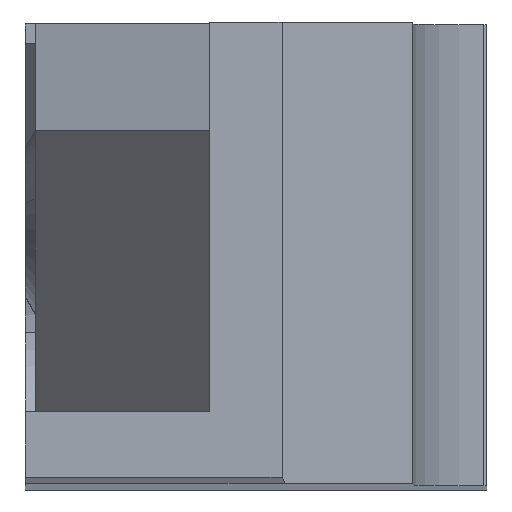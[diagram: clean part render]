
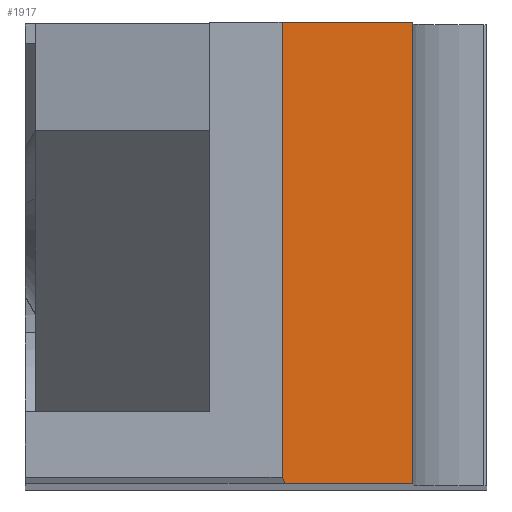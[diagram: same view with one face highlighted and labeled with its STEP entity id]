
A CAD part, top view. The second image highlights one B-rep face of the part: STEP entity #1917.
In plain terms, the highlighted planar face has unit normal (0.743, 0, 0.669).
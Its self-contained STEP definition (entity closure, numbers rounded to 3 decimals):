
#6 = CARTESIAN_POINT ( 'NONE',  ( 14.89, 0., -0.072 ) ) ;
#194 = VECTOR ( 'NONE', #1790, 1000. ) ;
#202 = CARTESIAN_POINT ( 'NONE',  ( 56.498, 0., -46.282 ) ) ;
#205 = DIRECTION ( 'NONE',  ( 0.669, 0., -0.743 ) ) ;
#356 = EDGE_LOOP ( 'NONE', ( #1742, #1758, #1772, #1393, #1785 ) ) ;
#367 = LINE ( 'NONE', #1845, #1719 ) ;
#398 = VERTEX_POINT ( 'NONE', #2496 ) ;
#718 = VECTOR ( 'NONE', #1958, 1000. ) ;
#945 = LINE ( 'NONE', #1812, #194 ) ;
#1151 = AXIS2_PLACEMENT_3D ( 'NONE', #2174, #2156, #2153 ) ;
#1322 = EDGE_CURVE ( 'NONE', #1396, #1746, #2393, .T. ) ;
#1327 = CARTESIAN_POINT ( 'NONE',  ( 17.525, 0., -2.999 ) ) ;
#1336 = DIRECTION ( 'NONE',  ( 0., 1., 0. ) ) ;
#1393 = ORIENTED_EDGE ( 'NONE', *, *, #2192, .F. ) ;
#1396 = VERTEX_POINT ( 'NONE', #6 ) ;
#1575 = VECTOR ( 'NONE', #205, 1000. ) ;
#1719 = VECTOR ( 'NONE', #1841, 1000. ) ;
#1742 = ORIENTED_EDGE ( 'NONE', *, *, #2382, .T. ) ;
#1746 = VERTEX_POINT ( 'NONE', #2317 ) ;
#1758 = ORIENTED_EDGE ( 'NONE', *, *, #2133, .T. ) ;
#1764 = VERTEX_POINT ( 'NONE', #2289 ) ;
#1772 = ORIENTED_EDGE ( 'NONE', *, *, #2160, .T. ) ;
#1785 = ORIENTED_EDGE ( 'NONE', *, *, #1322, .T. ) ;
#1790 = DIRECTION ( 'NONE',  ( -0.411, 0.79, 0.456 ) ) ;
#1812 = CARTESIAN_POINT ( 'NONE',  ( -3.958, 36.257, 20.861 ) ) ;
#1841 = DIRECTION ( 'NONE',  ( 0., -1., 0. ) ) ;
#1843 = LINE ( 'NONE', #1327, #2360 ) ;
#1845 = CARTESIAN_POINT ( 'NONE',  ( 14.825, 110.933, 0. ) ) ;
#1917 = ADVANCED_FACE ( 'NONE', ( #1940 ), #2171, .T. ) ;
#1919 = CARTESIAN_POINT ( 'NONE',  ( 17.525, 9.525, -2.999 ) ) ;
#1940 = FACE_OUTER_BOUND ( 'NONE', #356, .T. ) ;
#1952 = CARTESIAN_POINT ( 'NONE',  ( 56.498, 9.525, -46.282 ) ) ;
#1958 = DIRECTION ( 'NONE',  ( -0.669, 0., 0.743 ) ) ;
#2133 = EDGE_CURVE ( 'NONE', #2144, #398, #2499, .T. ) ;
#2144 = VERTEX_POINT ( 'NONE', #1919 ) ;
#2153 = DIRECTION ( 'NONE',  ( -0.669, 0., 0.743 ) ) ;
#2156 = DIRECTION ( 'NONE',  ( 0.743, 0., 0.669 ) ) ;
#2160 = EDGE_CURVE ( 'NONE', #398, #1764, #367, .T. ) ;
#2171 = PLANE ( 'NONE',  #1151 ) ;
#2174 = CARTESIAN_POINT ( 'NONE',  ( 14.825, 110.933, 0. ) ) ;
#2192 = EDGE_CURVE ( 'NONE', #1396, #1764, #945, .T. ) ;
#2289 = CARTESIAN_POINT ( 'NONE',  ( 14.825, 0.125, 0. ) ) ;
#2317 = CARTESIAN_POINT ( 'NONE',  ( 17.525, 0., -2.999 ) ) ;
#2360 = VECTOR ( 'NONE', #1336, 1000. ) ;
#2382 = EDGE_CURVE ( 'NONE', #1746, #2144, #1843, .T. ) ;
#2393 = LINE ( 'NONE', #202, #1575 ) ;
#2496 = CARTESIAN_POINT ( 'NONE',  ( 14.825, 9.525, 0. ) ) ;
#2499 = LINE ( 'NONE', #1952, #718 ) ;
